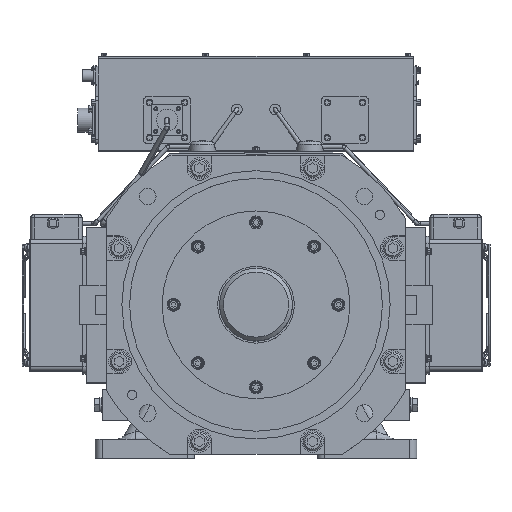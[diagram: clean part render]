
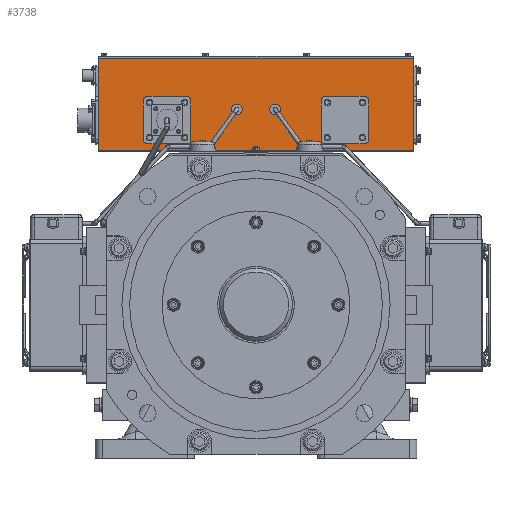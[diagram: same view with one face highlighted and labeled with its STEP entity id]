
A CAD part, top view. The second image highlights one B-rep face of the part: STEP entity #3738.
In plain terms, the highlighted planar face has unit normal (0, 0, 1).
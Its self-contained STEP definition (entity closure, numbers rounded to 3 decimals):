
#2920 = VERTEX_POINT('',#2921);
#2921 = CARTESIAN_POINT('',(206.,321.6,-321.));
#2936 = VERTEX_POINT('',#2937);
#2937 = CARTESIAN_POINT('',(-206.,321.6,-321.));
#2943 = EDGE_CURVE('',#2920,#2936,#2944,.T.);
#2944 = LINE('',#2945,#2946);
#2945 = CARTESIAN_POINT('',(206.,321.6,-321.));
#2946 = VECTOR('',#2947,1.);
#2947 = DIRECTION('',(-1.,0.,0.));
#2972 = EDGE_CURVE('',#2973,#2920,#2975,.T.);
#2973 = VERTEX_POINT('',#2974);
#2974 = CARTESIAN_POINT('',(206.,201.6,-321.));
#2975 = LINE('',#2976,#2977);
#2976 = CARTESIAN_POINT('',(206.,201.6,-321.));
#2977 = VECTOR('',#2978,1.);
#2978 = DIRECTION('',(0.,1.,0.));
#3508 = EDGE_CURVE('',#2936,#3509,#3511,.T.);
#3509 = VERTEX_POINT('',#3510);
#3510 = CARTESIAN_POINT('',(-206.,201.6,-321.));
#3511 = LINE('',#3512,#3513);
#3512 = CARTESIAN_POINT('',(-206.,321.6,-321.));
#3513 = VECTOR('',#3514,1.);
#3514 = DIRECTION('',(0.,-1.,0.));
#3738 = ADVANCED_FACE('',(#3739,#3750,#3820,#3890,#3901),#3912,.T.);
#3739 = FACE_BOUND('',#3740,.T.);
#3740 = EDGE_LOOP('',(#3741,#3742,#3743,#3744));
#3741 = ORIENTED_EDGE('',*,*,#2972,.T.);
#3742 = ORIENTED_EDGE('',*,*,#2943,.T.);
#3743 = ORIENTED_EDGE('',*,*,#3508,.T.);
#3744 = ORIENTED_EDGE('',*,*,#3745,.F.);
#3745 = EDGE_CURVE('',#2973,#3509,#3746,.T.);
#3746 = LINE('',#3747,#3748);
#3747 = CARTESIAN_POINT('',(206.,201.6,-321.));
#3748 = VECTOR('',#3749,1.);
#3749 = DIRECTION('',(-1.,0.,0.));
#3750 = FACE_BOUND('',#3751,.T.);
#3751 = EDGE_LOOP('',(#3752,#3763,#3771,#3780,#3788,#3797,#3805,#3814));
#3752 = ORIENTED_EDGE('',*,*,#3753,.F.);
#3753 = EDGE_CURVE('',#3754,#3756,#3758,.T.);
#3754 = VERTEX_POINT('',#3755);
#3755 = CARTESIAN_POINT('',(147.,266.6,-321.));
#3756 = VERTEX_POINT('',#3757);
#3757 = CARTESIAN_POINT('',(141.,272.6,-321.));
#3758 = CIRCLE('',#3759,6.);
#3759 = AXIS2_PLACEMENT_3D('',#3760,#3761,#3762);
#3760 = CARTESIAN_POINT('',(141.,266.6,-321.));
#3761 = DIRECTION('',(-0.,0.,1.));
#3762 = DIRECTION('',(1.,0.,0.));
#3763 = ORIENTED_EDGE('',*,*,#3764,.T.);
#3764 = EDGE_CURVE('',#3754,#3765,#3767,.T.);
#3765 = VERTEX_POINT('',#3766);
#3766 = CARTESIAN_POINT('',(147.,216.6,-321.));
#3767 = LINE('',#3768,#3769);
#3768 = CARTESIAN_POINT('',(147.,266.6,-321.));
#3769 = VECTOR('',#3770,1.);
#3770 = DIRECTION('',(0.,-1.,0.));
#3771 = ORIENTED_EDGE('',*,*,#3772,.F.);
#3772 = EDGE_CURVE('',#3773,#3765,#3775,.T.);
#3773 = VERTEX_POINT('',#3774);
#3774 = CARTESIAN_POINT('',(141.,210.6,-321.));
#3775 = CIRCLE('',#3776,6.);
#3776 = AXIS2_PLACEMENT_3D('',#3777,#3778,#3779);
#3777 = CARTESIAN_POINT('',(141.,216.6,-321.));
#3778 = DIRECTION('',(0.,0.,1.));
#3779 = DIRECTION('',(0.,-1.,0.));
#3780 = ORIENTED_EDGE('',*,*,#3781,.T.);
#3781 = EDGE_CURVE('',#3773,#3782,#3784,.T.);
#3782 = VERTEX_POINT('',#3783);
#3783 = CARTESIAN_POINT('',(91.,210.6,-321.));
#3784 = LINE('',#3785,#3786);
#3785 = CARTESIAN_POINT('',(141.,210.6,-321.));
#3786 = VECTOR('',#3787,1.);
#3787 = DIRECTION('',(-1.,0.,0.));
#3788 = ORIENTED_EDGE('',*,*,#3789,.F.);
#3789 = EDGE_CURVE('',#3790,#3782,#3792,.T.);
#3790 = VERTEX_POINT('',#3791);
#3791 = CARTESIAN_POINT('',(85.,216.6,-321.));
#3792 = CIRCLE('',#3793,6.);
#3793 = AXIS2_PLACEMENT_3D('',#3794,#3795,#3796);
#3794 = CARTESIAN_POINT('',(91.,216.6,-321.));
#3795 = DIRECTION('',(0.,0.,1.));
#3796 = DIRECTION('',(-1.,0.,0.));
#3797 = ORIENTED_EDGE('',*,*,#3798,.T.);
#3798 = EDGE_CURVE('',#3790,#3799,#3801,.T.);
#3799 = VERTEX_POINT('',#3800);
#3800 = CARTESIAN_POINT('',(85.,266.6,-321.));
#3801 = LINE('',#3802,#3803);
#3802 = CARTESIAN_POINT('',(85.,216.6,-321.));
#3803 = VECTOR('',#3804,1.);
#3804 = DIRECTION('',(0.,1.,0.));
#3805 = ORIENTED_EDGE('',*,*,#3806,.F.);
#3806 = EDGE_CURVE('',#3807,#3799,#3809,.T.);
#3807 = VERTEX_POINT('',#3808);
#3808 = CARTESIAN_POINT('',(91.,272.6,-321.));
#3809 = CIRCLE('',#3810,6.);
#3810 = AXIS2_PLACEMENT_3D('',#3811,#3812,#3813);
#3811 = CARTESIAN_POINT('',(91.,266.6,-321.));
#3812 = DIRECTION('',(0.,-0.,1.));
#3813 = DIRECTION('',(0.,1.,0.));
#3814 = ORIENTED_EDGE('',*,*,#3815,.T.);
#3815 = EDGE_CURVE('',#3807,#3756,#3816,.T.);
#3816 = LINE('',#3817,#3818);
#3817 = CARTESIAN_POINT('',(91.,272.6,-321.));
#3818 = VECTOR('',#3819,1.);
#3819 = DIRECTION('',(1.,0.,0.));
#3820 = FACE_BOUND('',#3821,.T.);
#3821 = EDGE_LOOP('',(#3822,#3833,#3841,#3850,#3858,#3867,#3875,#3884));
#3822 = ORIENTED_EDGE('',*,*,#3823,.F.);
#3823 = EDGE_CURVE('',#3824,#3826,#3828,.T.);
#3824 = VERTEX_POINT('',#3825);
#3825 = CARTESIAN_POINT('',(-91.,210.6,-321.));
#3826 = VERTEX_POINT('',#3827);
#3827 = CARTESIAN_POINT('',(-85.,216.6,-321.));
#3828 = CIRCLE('',#3829,6.);
#3829 = AXIS2_PLACEMENT_3D('',#3830,#3831,#3832);
#3830 = CARTESIAN_POINT('',(-91.,216.6,-321.));
#3831 = DIRECTION('',(0.,0.,1.));
#3832 = DIRECTION('',(0.,-1.,0.));
#3833 = ORIENTED_EDGE('',*,*,#3834,.T.);
#3834 = EDGE_CURVE('',#3824,#3835,#3837,.T.);
#3835 = VERTEX_POINT('',#3836);
#3836 = CARTESIAN_POINT('',(-141.,210.6,-321.));
#3837 = LINE('',#3838,#3839);
#3838 = CARTESIAN_POINT('',(-91.,210.6,-321.));
#3839 = VECTOR('',#3840,1.);
#3840 = DIRECTION('',(-1.,0.,0.));
#3841 = ORIENTED_EDGE('',*,*,#3842,.F.);
#3842 = EDGE_CURVE('',#3843,#3835,#3845,.T.);
#3843 = VERTEX_POINT('',#3844);
#3844 = CARTESIAN_POINT('',(-147.,216.6,-321.));
#3845 = CIRCLE('',#3846,6.);
#3846 = AXIS2_PLACEMENT_3D('',#3847,#3848,#3849);
#3847 = CARTESIAN_POINT('',(-141.,216.6,-321.));
#3848 = DIRECTION('',(0.,0.,1.));
#3849 = DIRECTION('',(-1.,0.,0.));
#3850 = ORIENTED_EDGE('',*,*,#3851,.T.);
#3851 = EDGE_CURVE('',#3843,#3852,#3854,.T.);
#3852 = VERTEX_POINT('',#3853);
#3853 = CARTESIAN_POINT('',(-147.,266.6,-321.));
#3854 = LINE('',#3855,#3856);
#3855 = CARTESIAN_POINT('',(-147.,216.6,-321.));
#3856 = VECTOR('',#3857,1.);
#3857 = DIRECTION('',(0.,1.,0.));
#3858 = ORIENTED_EDGE('',*,*,#3859,.F.);
#3859 = EDGE_CURVE('',#3860,#3852,#3862,.T.);
#3860 = VERTEX_POINT('',#3861);
#3861 = CARTESIAN_POINT('',(-141.,272.6,-321.));
#3862 = CIRCLE('',#3863,6.);
#3863 = AXIS2_PLACEMENT_3D('',#3864,#3865,#3866);
#3864 = CARTESIAN_POINT('',(-141.,266.6,-321.));
#3865 = DIRECTION('',(0.,-0.,1.));
#3866 = DIRECTION('',(0.,1.,0.));
#3867 = ORIENTED_EDGE('',*,*,#3868,.T.);
#3868 = EDGE_CURVE('',#3860,#3869,#3871,.T.);
#3869 = VERTEX_POINT('',#3870);
#3870 = CARTESIAN_POINT('',(-91.,272.6,-321.));
#3871 = LINE('',#3872,#3873);
#3872 = CARTESIAN_POINT('',(-141.,272.6,-321.));
#3873 = VECTOR('',#3874,1.);
#3874 = DIRECTION('',(1.,0.,0.));
#3875 = ORIENTED_EDGE('',*,*,#3876,.F.);
#3876 = EDGE_CURVE('',#3877,#3869,#3879,.T.);
#3877 = VERTEX_POINT('',#3878);
#3878 = CARTESIAN_POINT('',(-85.,266.6,-321.));
#3879 = CIRCLE('',#3880,6.);
#3880 = AXIS2_PLACEMENT_3D('',#3881,#3882,#3883);
#3881 = CARTESIAN_POINT('',(-91.,266.6,-321.));
#3882 = DIRECTION('',(-0.,0.,1.));
#3883 = DIRECTION('',(1.,0.,0.));
#3884 = ORIENTED_EDGE('',*,*,#3885,.T.);
#3885 = EDGE_CURVE('',#3877,#3826,#3886,.T.);
#3886 = LINE('',#3887,#3888);
#3887 = CARTESIAN_POINT('',(-85.,266.6,-321.));
#3888 = VECTOR('',#3889,1.);
#3889 = DIRECTION('',(0.,-1.,0.));
#3890 = FACE_BOUND('',#3891,.T.);
#3891 = EDGE_LOOP('',(#3892));
#3892 = ORIENTED_EDGE('',*,*,#3893,.F.);
#3893 = EDGE_CURVE('',#3894,#3894,#3896,.T.);
#3894 = VERTEX_POINT('',#3895);
#3895 = CARTESIAN_POINT('',(-18.,255.6,-321.));
#3896 = CIRCLE('',#3897,7.);
#3897 = AXIS2_PLACEMENT_3D('',#3898,#3899,#3900);
#3898 = CARTESIAN_POINT('',(-25.,255.6,-321.));
#3899 = DIRECTION('',(-0.,0.,1.));
#3900 = DIRECTION('',(1.,0.,0.));
#3901 = FACE_BOUND('',#3902,.T.);
#3902 = EDGE_LOOP('',(#3903));
#3903 = ORIENTED_EDGE('',*,*,#3904,.F.);
#3904 = EDGE_CURVE('',#3905,#3905,#3907,.T.);
#3905 = VERTEX_POINT('',#3906);
#3906 = CARTESIAN_POINT('',(18.,255.6,-321.));
#3907 = CIRCLE('',#3908,7.);
#3908 = AXIS2_PLACEMENT_3D('',#3909,#3910,#3911);
#3909 = CARTESIAN_POINT('',(25.,255.6,-321.));
#3910 = DIRECTION('',(-0.,0.,1.));
#3911 = DIRECTION('',(1.,0.,0.));
#3912 = PLANE('',#3913);
#3913 = AXIS2_PLACEMENT_3D('',#3914,#3915,#3916);
#3914 = CARTESIAN_POINT('',(0.,261.6,-321.));
#3915 = DIRECTION('',(0.,0.,1.));
#3916 = DIRECTION('',(1.,0.,0.));
